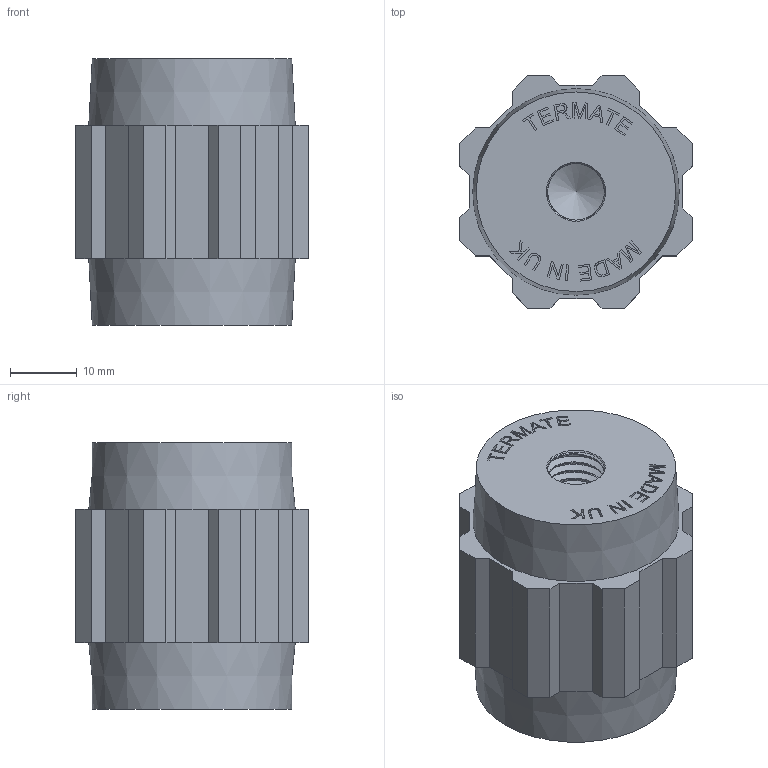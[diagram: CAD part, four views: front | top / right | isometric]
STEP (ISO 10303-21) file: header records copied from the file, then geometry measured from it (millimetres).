
FILE_DESCRIPTION(/* description */ (''),/* implementation_level */ '2;1');
FILE_NAME(/* name */ 'AM4-040-10.step',/* time_stamp */ '2019-12-09T14:26:30+00:00',/* author */ (''),/* organization */ (''),/* preprocessor_version */ 'ST-DEVELOPER v18',/* originating_system */ 'Autodesk Translation Framework v8.12.0.6',/* authorisation */ '');
FILE_SCHEMA (('AUTOMOTIVE_DESIGN { 1 0 10303 214 3 1 1 }'));
Length unit declared in the file: millimetre
Products named in the file (1): AM4-040-10
Bounding box: 35 x 35 x 40 mm (x, y, z)
Volume: 31759.3 mm3; surface area: 7635.8 mm2
Topology: 1 solids, 3 shells, 316 faces, 857 edges, 566 vertices
Faces by surface type: plane 218, bspline 55, cylinder 35, cone 8
Full cylindrical faces by diameter (mm): 8.526 x14, 10.198 x13, 12.5 x2
Entity records: 12727 total; most frequent: CARTESIAN_POINT 5199, ORIENTED_EDGE 1710, DIRECTION 1237, EDGE_CURVE 855, LINE 657, VECTOR 657, VERTEX_POINT 566, EDGE_LOOP 341
